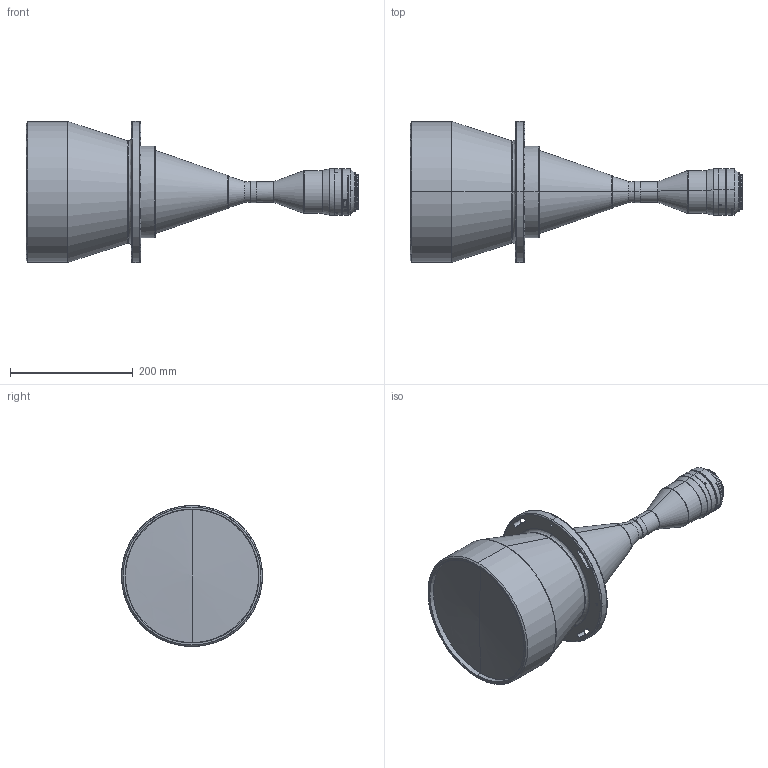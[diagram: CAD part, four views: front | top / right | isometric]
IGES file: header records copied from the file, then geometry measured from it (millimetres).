
Start section: SolidWorks IGES file using analytic representation for surfaces
Global section: file name: DTCM35FH-190H-M58-AL.IGS,1; native system: 5HSolidWorks 2017; preprocessor: SolidWorks 2017; author: gc; date: 230505.093256; units: millimetre
Bounding box: 541.52 x 230 x 230 mm (x, y, z)
Surface area: 313201.3 mm2 (no closed solid volume)
Topology: 0 solids, 0 shells, 168 faces, 3468 edges, 3464 vertices
Faces by surface type: revolution 123, bspline 45
